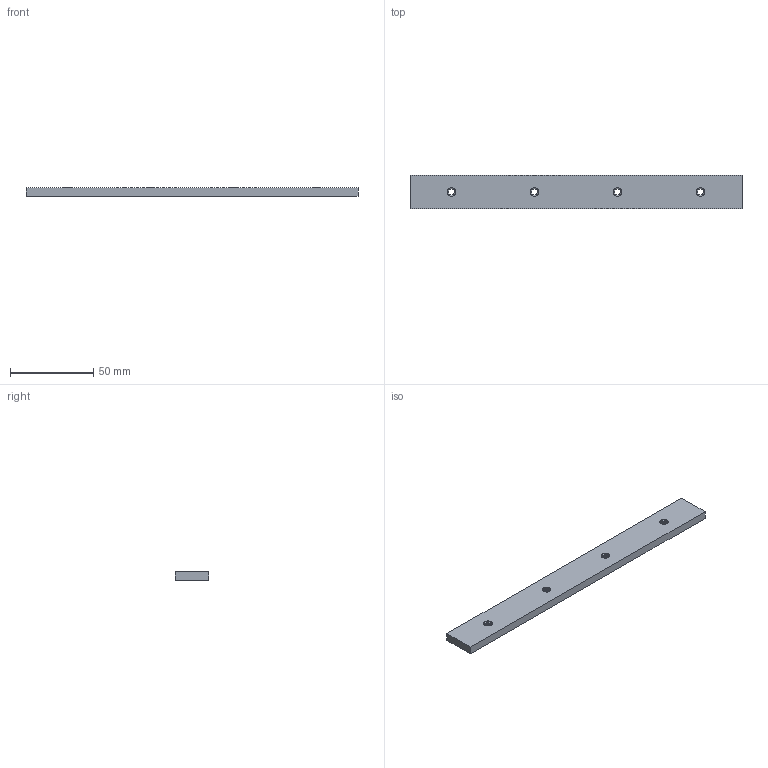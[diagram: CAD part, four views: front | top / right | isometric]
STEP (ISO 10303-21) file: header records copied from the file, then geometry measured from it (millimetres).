
FILE_DESCRIPTION (( 'STEP AP214' ), '1' );
FILE_NAME ('230_5 OUTH.STEP', '2024-05-03T09:35:33', ( '' ), ( '' ), 'SwSTEP 2.0', 'SolidWorks 2020', '' );
FILE_SCHEMA (( 'AUTOMOTIVE_DESIGN' ));
Length unit declared in the file: millimetre
Products named in the file (1): 230_5 OUTH
Bounding box: 200 x 20 x 5 mm (x, y, z)
Volume: 19674.3 mm3; surface area: 10497.5 mm2
Topology: 1 solids, 1 shells, 58 faces, 152 edges, 96 vertices
Faces by surface type: cylinder 36, bspline 12, plane 10
Entity records: 5106 total; most frequent: CARTESIAN_POINT 3931, ORIENTED_EDGE 304, DIRECTION 162, EDGE_CURVE 152, VERTEX_POINT 96, EDGE_LOOP 66, AXIS2_PLACEMENT_3D 59, FACE_OUTER_BOUND 58
